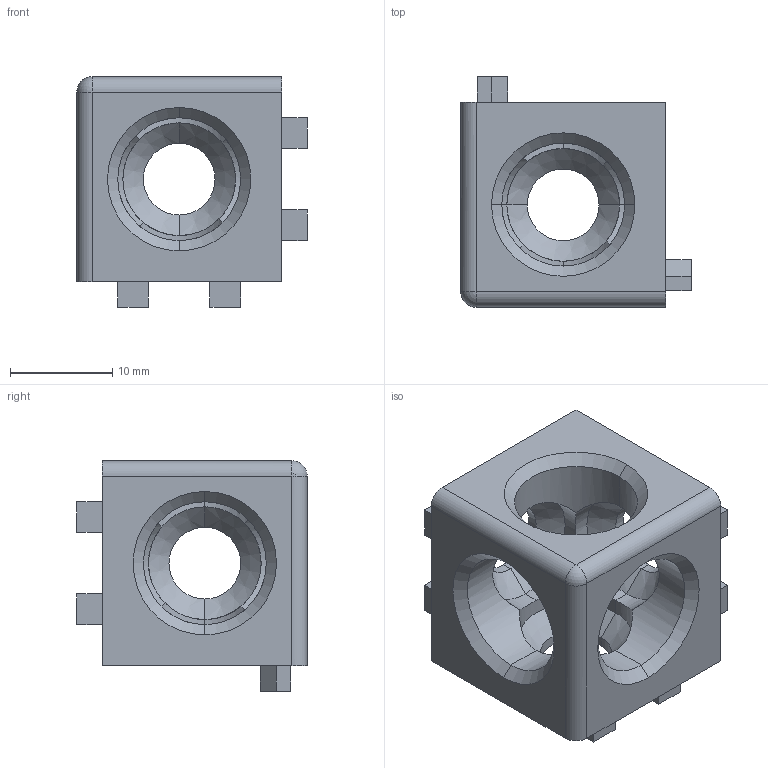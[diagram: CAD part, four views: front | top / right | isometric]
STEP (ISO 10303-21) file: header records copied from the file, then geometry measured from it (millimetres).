
FILE_DESCRIPTION(('STEP AP214'),'1');
FILE_NAME('cctmp_204B8120-9091-488D-B0AC-2F2C94923040_2020_1_10_11_36_8_371..stp','2020-01-10T10:36:08',('Bosch Rexroth AG'),('CADClick - www.CADClick.com'),'Spatial InterOp 3D',' ','unknown authorization - (Healing Option Enabled)');
FILE_SCHEMA(('AUTOMOTIVE_DESIGN'));
Length unit declared in the file: millimetre
Products named in the file (1): 2020_01_10__11-36-08-369
Bounding box: 22.5 x 22.5 x 22.5 mm (x, y, z)
Volume: 4210.1 mm3; surface area: 3043.4 mm2
Topology: 1 solids, 1 shells, 86 faces, 221 edges, 139 vertices
Faces by surface type: plane 51, cylinder 21, cone 12, sphere 2
Entity records: 3472 total; most frequent: CARTESIAN_POINT 633, ORIENTED_EDGE 442, DIRECTION 434, EDGE_CURVE 221, LINE 162, VECTOR 162, VERTEX_POINT 139, AXIS2_PLACEMENT_3D 136
